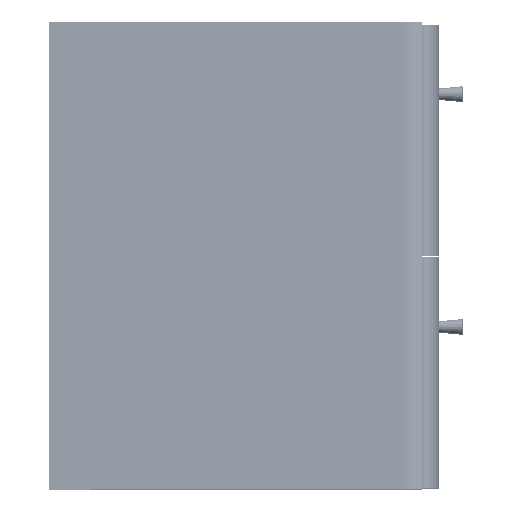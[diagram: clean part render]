
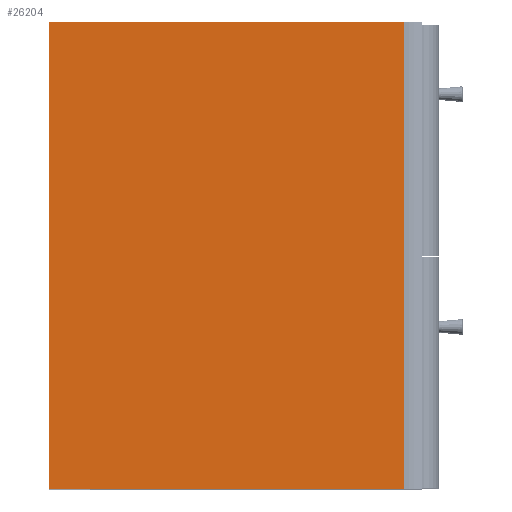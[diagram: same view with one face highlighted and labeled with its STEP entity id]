
A CAD part, top view. The second image highlights one B-rep face of the part: STEP entity #26204.
In plain terms, the highlighted planar face has unit normal (0, 0, 1).
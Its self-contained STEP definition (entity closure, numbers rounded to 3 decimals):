
#9913 = CARTESIAN_POINT ( 'NONE',  ( 234.622, 328.755, -10.877 ) ) ;
#21837 = LINE ( 'NONE', #298455, #44856 ) ;
#26204 = ADVANCED_FACE ( 'NONE', ( #305757 ), #65743, .T. ) ;
#31266 = CARTESIAN_POINT ( 'NONE',  ( 665.622, -211.245, -10.877 ) ) ;
#33524 = LINE ( 'NONE', #31266, #414910 ) ;
#44856 = VECTOR ( 'NONE', #261921, 1000. ) ;
#51266 = EDGE_CURVE ( 'NONE', #306009, #129152, #33524, .T. ) ;
#65743 = PLANE ( 'NONE',  #343482 ) ;
#72577 = CARTESIAN_POINT ( 'NONE',  ( 234.622, 328.755, -10.877 ) ) ;
#83420 = VERTEX_POINT ( 'NONE', #72577 ) ;
#94350 = CARTESIAN_POINT ( 'NONE',  ( 234.622, -211.245, -10.877 ) ) ;
#121460 = EDGE_LOOP ( 'NONE', ( #167576, #134539, #319605, #215995 ) ) ;
#129152 = VERTEX_POINT ( 'NONE', #306795 ) ;
#134539 = ORIENTED_EDGE ( 'NONE', *, *, #263962, .T. ) ;
#149382 = LINE ( 'NONE', #9913, #219026 ) ;
#152119 = EDGE_CURVE ( 'NONE', #83420, #306009, #270273, .T. ) ;
#155317 = CARTESIAN_POINT ( 'NONE',  ( 234.622, -211.245, -10.877 ) ) ;
#167576 = ORIENTED_EDGE ( 'NONE', *, *, #200586, .T. ) ;
#170740 = DIRECTION ( 'NONE',  ( 1., 0., 0. ) ) ;
#200586 = EDGE_CURVE ( 'NONE', #129152, #443467, #21837, .T. ) ;
#205170 = CARTESIAN_POINT ( 'NONE',  ( 450.122, 58.755, -10.877 ) ) ;
#215995 = ORIENTED_EDGE ( 'NONE', *, *, #51266, .T. ) ;
#219026 = VECTOR ( 'NONE', #364183, 1000. ) ;
#261921 = DIRECTION ( 'NONE',  ( 0., 1., 0. ) ) ;
#263962 = EDGE_CURVE ( 'NONE', #443467, #83420, #149382, .T. ) ;
#270273 = LINE ( 'NONE', #94350, #376490 ) ;
#298455 = CARTESIAN_POINT ( 'NONE',  ( 644.622, 328.755, -10.877 ) ) ;
#305757 = FACE_OUTER_BOUND ( 'NONE', #121460, .T. ) ;
#306009 = VERTEX_POINT ( 'NONE', #155317 ) ;
#306795 = CARTESIAN_POINT ( 'NONE',  ( 644.622, -211.245, -10.877 ) ) ;
#309052 = DIRECTION ( 'NONE',  ( 0., -1., 0. ) ) ;
#319605 = ORIENTED_EDGE ( 'NONE', *, *, #152119, .T. ) ;
#343482 = AXIS2_PLACEMENT_3D ( 'NONE', #205170, #419985, #392467 ) ;
#364183 = DIRECTION ( 'NONE',  ( -1., 0., 0. ) ) ;
#376490 = VECTOR ( 'NONE', #309052, 1000. ) ;
#392467 = DIRECTION ( 'NONE',  ( 1., 0., 0. ) ) ;
#413495 = CARTESIAN_POINT ( 'NONE',  ( 644.622, 328.755, -10.877 ) ) ;
#414910 = VECTOR ( 'NONE', #170740, 1000. ) ;
#419985 = DIRECTION ( 'NONE',  ( 0., 0., 1. ) ) ;
#443467 = VERTEX_POINT ( 'NONE', #413495 ) ;
